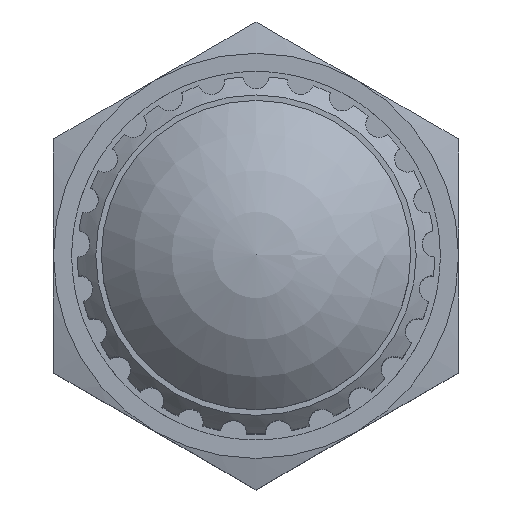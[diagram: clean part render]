
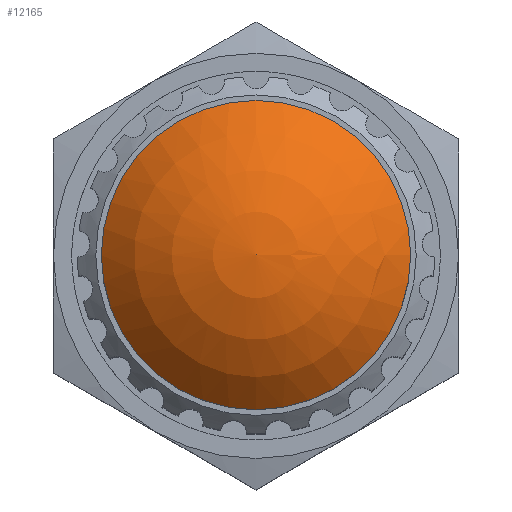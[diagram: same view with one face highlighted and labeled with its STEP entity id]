
A CAD part, top view. The second image highlights one B-rep face of the part: STEP entity #12165.
In plain terms, the highlighted spherical face has radius 5.693 mm.
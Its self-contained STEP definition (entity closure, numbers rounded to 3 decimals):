
#12104 = CYLINDRICAL_SURFACE('',#12105,4.2);
#12105 = AXIS2_PLACEMENT_3D('',#12106,#12107,#12108);
#12106 = CARTESIAN_POINT('',(0.,0.,14.5));
#12107 = DIRECTION('',(0.,0.,1.));
#12108 = DIRECTION('',(1.,0.,0.));
#12120 = VERTEX_POINT('',#12121);
#12121 = CARTESIAN_POINT('',(4.2,0.,15.75));
#12140 = EDGE_CURVE('',#12120,#12120,#12141,.T.);
#12141 = SURFACE_CURVE('',#12142,(#12147,#12153),.PCURVE_S1.);
#12142 = CIRCLE('',#12143,4.2);
#12143 = AXIS2_PLACEMENT_3D('',#12144,#12145,#12146);
#12144 = CARTESIAN_POINT('',(0.,0.,15.75));
#12145 = DIRECTION('',(0.,0.,-1.));
#12146 = DIRECTION('',(1.,0.,0.));
#12147 = PCURVE('',#12104,#12148);
#12148 = DEFINITIONAL_REPRESENTATION('',(#12149),#12152);
#12149 = B_SPLINE_CURVE_WITH_KNOTS('',1,(#12150,#12151),.UNSPECIFIED.,
  .F.,.F.,(2,2),(0.,6.283),.PIECEWISE_BEZIER_KNOTS.);
#12150 = CARTESIAN_POINT('',(0.,1.25));
#12151 = CARTESIAN_POINT('',(-6.283,1.25));
#12152 = ( GEOMETRIC_REPRESENTATION_CONTEXT(2) 
PARAMETRIC_REPRESENTATION_CONTEXT() REPRESENTATION_CONTEXT('2D SPACE',''
  ) );
#12153 = PCURVE('',#12154,#12159);
#12154 = SPHERICAL_SURFACE('',#12155,5.693);
#12155 = AXIS2_PLACEMENT_3D('',#12156,#12157,#12158);
#12156 = CARTESIAN_POINT('',(0.,0.,11.907));
#12157 = DIRECTION('',(0.,0.,1.));
#12158 = DIRECTION('',(1.,0.,0.));
#12159 = DEFINITIONAL_REPRESENTATION('',(#12160),#12163);
#12160 = B_SPLINE_CURVE_WITH_KNOTS('',1,(#12161,#12162),.UNSPECIFIED.,
  .F.,.F.,(2,2),(0.,6.283),.PIECEWISE_BEZIER_KNOTS.);
#12161 = CARTESIAN_POINT('',(0.,0.741));
#12162 = CARTESIAN_POINT('',(-6.283,0.741));
#12163 = ( GEOMETRIC_REPRESENTATION_CONTEXT(2) 
PARAMETRIC_REPRESENTATION_CONTEXT() REPRESENTATION_CONTEXT('2D SPACE',''
  ) );
#12165 = ADVANCED_FACE('',(#12166),#12154,.T.);
#12166 = FACE_BOUND('',#12167,.F.);
#12167 = EDGE_LOOP('',(#12168,#12169,#12191));
#12168 = ORIENTED_EDGE('',*,*,#12140,.T.);
#12169 = ORIENTED_EDGE('',*,*,#12170,.T.);
#12170 = EDGE_CURVE('',#12120,#12171,#12173,.T.);
#12171 = VERTEX_POINT('',#12172);
#12172 = CARTESIAN_POINT('',(0.,0.,17.6)
  );
#12173 = SEAM_CURVE('',#12174,(#12179,#12185),.PCURVE_S1.);
#12174 = CIRCLE('',#12175,5.693);
#12175 = AXIS2_PLACEMENT_3D('',#12176,#12177,#12178);
#12176 = CARTESIAN_POINT('',(0.,0.,11.907));
#12177 = DIRECTION('',(0.,-1.,0.));
#12178 = DIRECTION('',(1.,0.,0.));
#12179 = PCURVE('',#12154,#12180);
#12180 = DEFINITIONAL_REPRESENTATION('',(#12181),#12184);
#12181 = B_SPLINE_CURVE_WITH_KNOTS('',1,(#12182,#12183),.UNSPECIFIED.,
  .F.,.F.,(2,2),(0.741,1.571),
  .PIECEWISE_BEZIER_KNOTS.);
#12182 = CARTESIAN_POINT('',(0.,0.741));
#12183 = CARTESIAN_POINT('',(0.,1.571));
#12184 = ( GEOMETRIC_REPRESENTATION_CONTEXT(2) 
PARAMETRIC_REPRESENTATION_CONTEXT() REPRESENTATION_CONTEXT('2D SPACE',''
  ) );
#12185 = PCURVE('',#12154,#12186);
#12186 = DEFINITIONAL_REPRESENTATION('',(#12187),#12190);
#12187 = B_SPLINE_CURVE_WITH_KNOTS('',1,(#12188,#12189),.UNSPECIFIED.,
  .F.,.F.,(2,2),(0.741,1.571),
  .PIECEWISE_BEZIER_KNOTS.);
#12188 = CARTESIAN_POINT('',(-6.283,0.741));
#12189 = CARTESIAN_POINT('',(-6.283,1.571));
#12190 = ( GEOMETRIC_REPRESENTATION_CONTEXT(2) 
PARAMETRIC_REPRESENTATION_CONTEXT() REPRESENTATION_CONTEXT('2D SPACE',''
  ) );
#12191 = ORIENTED_EDGE('',*,*,#12170,.F.);
